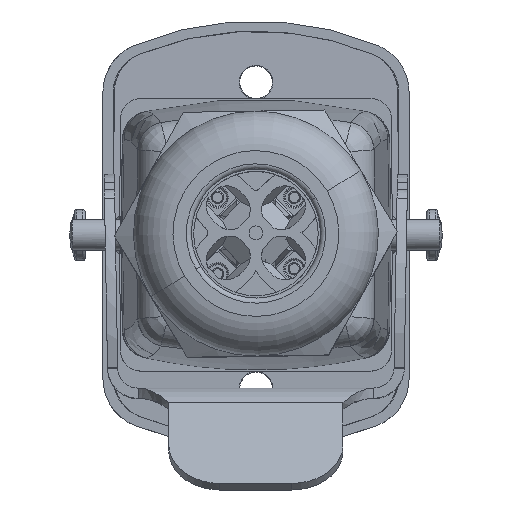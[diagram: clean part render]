
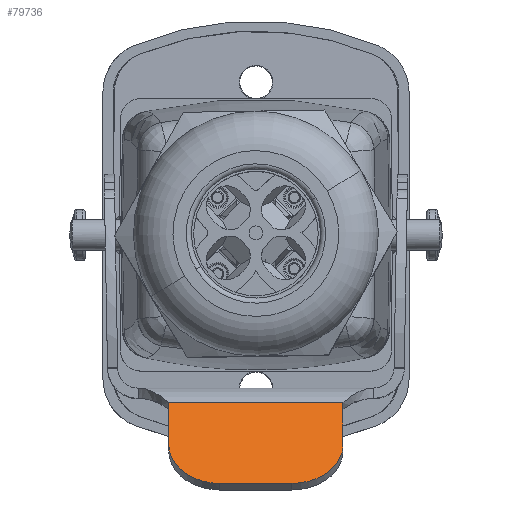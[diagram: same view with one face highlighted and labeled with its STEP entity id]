
A CAD part, top view. The second image highlights one B-rep face of the part: STEP entity #79736.
In plain terms, the highlighted planar face has unit normal (0, 0.643, 0.766).
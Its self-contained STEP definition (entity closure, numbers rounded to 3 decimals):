
#79689=AXIS2_PLACEMENT_3D('Plane Axis2P3D',#79686,#79687,#79688) ;
#78984=CARTESIAN_POINT('Vertex',(26.773,8.571,48.964)) ;
#79269=CARTESIAN_POINT('Vertex',(9.7,8.571,48.964)) ;
#79370=CARTESIAN_POINT('Line Origine',(26.773,6.522,50.684)) ;
#79374=CARTESIAN_POINT('Vertex',(26.773,4.473,52.403)) ;
#79428=CARTESIAN_POINT('Line Origine',(24.005,8.571,48.964)) ;
#79563=CARTESIAN_POINT('Vertex',(9.7,4.473,52.403)) ;
#79566=CARTESIAN_POINT('Line Origine',(9.7,6.522,50.684)) ;
#79686=CARTESIAN_POINT('Axis2P3D Location',(24.005,8.571,48.964)) ;
#79692=CARTESIAN_POINT('Control Point',(9.7,4.473,52.403)) ;
#79693=CARTESIAN_POINT('Control Point',(9.7,4.054,52.755)) ;
#79694=CARTESIAN_POINT('Control Point',(9.774,3.634,53.107)) ;
#79695=CARTESIAN_POINT('Control Point',(9.924,3.225,53.45)) ;
#79696=CARTESIAN_POINT('Control Point',(10.367,2.449,54.101)) ;
#79697=CARTESIAN_POINT('Control Point',(11.065,1.793,54.652)) ;
#79698=CARTESIAN_POINT('Control Point',(11.471,1.503,54.895)) ;
#79699=CARTESIAN_POINT('Control Point',(12.317,1.049,55.276)) ;
#79700=CARTESIAN_POINT('Control Point',(13.282,0.773,55.508)) ;
#79701=CARTESIAN_POINT('Control Point',(13.749,0.686,55.581)) ;
#79702=CARTESIAN_POINT('Control Point',(14.224,0.643,55.617)) ;
#79703=CARTESIAN_POINT('Control Point',(14.7,0.643,55.617)) ;
#79704=CARTESIAN_POINT('Vertex',(14.7,0.643,55.617)) ;
#79707=CARTESIAN_POINT('Line Origine',(18.236,0.643,55.617)) ;
#79711=CARTESIAN_POINT('Vertex',(21.773,0.643,55.617)) ;
#79715=CARTESIAN_POINT('Control Point',(21.773,0.643,55.617)) ;
#79716=CARTESIAN_POINT('Control Point',(22.321,0.643,55.617)) ;
#79717=CARTESIAN_POINT('Control Point',(22.868,0.7,55.569)) ;
#79718=CARTESIAN_POINT('Control Point',(23.402,0.815,55.472)) ;
#79719=CARTESIAN_POINT('Control Point',(24.415,1.154,55.188)) ;
#79720=CARTESIAN_POINT('Control Point',(25.272,1.689,54.739)) ;
#79721=CARTESIAN_POINT('Control Point',(25.65,2.,54.478)) ;
#79722=CARTESIAN_POINT('Control Point',(26.243,2.648,53.935)) ;
#79723=CARTESIAN_POINT('Control Point',(26.604,3.387,53.314)) ;
#79724=CARTESIAN_POINT('Control Point',(26.717,3.744,53.014)) ;
#79725=CARTESIAN_POINT('Control Point',(26.773,4.109,52.709)) ;
#79726=CARTESIAN_POINT('Control Point',(26.773,4.473,52.403)) ;
#79371=DIRECTION('Vector Direction',(0.,-0.766,0.643)) ;
#79429=DIRECTION('Vector Direction',(-1.,0.,0.)) ;
#79567=DIRECTION('Vector Direction',(0.,-0.766,0.643)) ;
#79687=DIRECTION('Axis2P3D Direction',(0.,0.643,0.766)) ;
#79688=DIRECTION('Axis2P3D XDirection',(-1.,0.,0.)) ;
#79708=DIRECTION('Vector Direction',(-1.,0.,0.)) ;
#79372=VECTOR('Line Direction',#79371,1.) ;
#79430=VECTOR('Line Direction',#79429,1.) ;
#79568=VECTOR('Line Direction',#79567,1.) ;
#79709=VECTOR('Line Direction',#79708,1.) ;
#79729=ORIENTED_EDGE('',*,*,#79432,.F.) ;
#79730=ORIENTED_EDGE('',*,*,#79570,.T.) ;
#79731=ORIENTED_EDGE('',*,*,#79706,.T.) ;
#79732=ORIENTED_EDGE('',*,*,#79713,.T.) ;
#79733=ORIENTED_EDGE('',*,*,#79727,.F.) ;
#79734=ORIENTED_EDGE('',*,*,#79376,.F.) ;
#79736=ADVANCED_FACE('Hauptk\X2\00F6\X0\rper',(#79735),#79690,.T.) ;
#79691=B_SPLINE_CURVE_WITH_KNOTS('',5,(#79692,#79693,#79694,#79695,#79696,#79697,#79698,#79699,#79700,#79701,#79702,#79703),.UNSPECIFIED.,.F.,.U.,(6,3,3,6),(0.,3.976,7.955,11.408),.UNSPECIFIED.) ;
#79714=B_SPLINE_CURVE_WITH_KNOTS('',5,(#79715,#79716,#79717,#79718,#79719,#79720,#79721,#79722,#79723,#79724,#79725,#79726),.UNSPECIFIED.,.F.,.U.,(6,3,3,6),(0.,3.976,7.955,11.408),.UNSPECIFIED.) ;
#79376=EDGE_CURVE('',#78985,#79375,#79373,.T.) ;
#79432=EDGE_CURVE('',#79270,#78985,#79431,.F.) ;
#79570=EDGE_CURVE('',#79270,#79564,#79569,.T.) ;
#79706=EDGE_CURVE('',#79564,#79705,#79691,.T.) ;
#79713=EDGE_CURVE('',#79705,#79712,#79710,.F.) ;
#79727=EDGE_CURVE('',#79375,#79712,#79714,.F.) ;
#79728=EDGE_LOOP('',(#79729,#79730,#79731,#79732,#79733,#79734)) ;
#79735=FACE_OUTER_BOUND('',#79728,.T.) ;
#79373=LINE('Line',#79370,#79372) ;
#79431=LINE('Line',#79428,#79430) ;
#79569=LINE('Line',#79566,#79568) ;
#79710=LINE('Line',#79707,#79709) ;
#79690=PLANE('',#79689) ;
#78985=VERTEX_POINT('',#78984) ;
#79270=VERTEX_POINT('',#79269) ;
#79375=VERTEX_POINT('',#79374) ;
#79564=VERTEX_POINT('',#79563) ;
#79705=VERTEX_POINT('',#79704) ;
#79712=VERTEX_POINT('',#79711) ;
